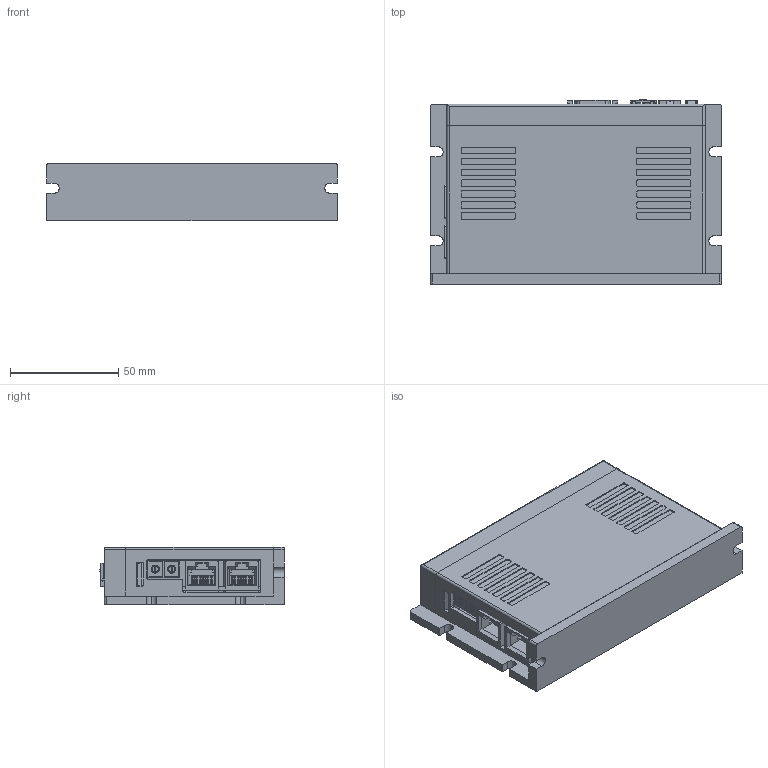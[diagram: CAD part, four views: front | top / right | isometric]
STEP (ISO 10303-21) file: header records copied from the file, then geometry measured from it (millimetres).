
FILE_DESCRIPTION (( 'STEP AP203' ), '1' );
FILE_NAME ('P1C-DR-000-01-R01.STEP', '2017-04-26T02:21:31', ( '' ), ( '' ), 'SwSTEP 2.0', 'SolidWorks 2013', '' );
FILE_SCHEMA (( 'CONFIG_CONTROL_DESIGN' ));
Length unit declared in the file: millimetre
Products named in the file (22): M1A-DR-000-01-R00; _X2_D30CD2B8_X0_96; 3; Ezi_SERVO_2 ST PCB; _X2_D30CD2B8_X0_94; 5; Ezi_SERVO_2 PR PCB; 12; Part1_4; Part1; countersunk flat cross head screw_ks_KS 1023 FC- M2.6 x 14-N; 7; Part1_2; P1C-DR-000-01-R01; 9; Part1_3; M1C-DR-000-02-R01; 1; M1C-DR-000-01-R01; 2; 11; MSBR
Assembly tree (27 placements, depth 3):
  P1C-DR-000-01-R01
    M1A-DR-000-01-R00
    Ezi_SERVO_2 ST PCB
    Ezi_SERVO_2 PR PCB
    1
      Part1
      Part1_2
      Part1_3
    2
    3
      MSBR
    5  x2
    7  x2
      Part1_4
    9
    M1C-DR-000-02-R01
    M1C-DR-000-01-R01
    11
    12  x2
      _X2_D30CD2B8_X0_96
      _X2_D30CD2B8_X0_94
    countersunk flat cross head screw_ks_KS 1023 FC- M2.6 x 14-N  x4
Bounding box: 134 x 85 x 26.5 mm (x, y, z)
Volume: 111474 mm3; surface area: 102653.7 mm2
Topology: 24 solids, 24 shells, 2672 faces, 7228 edges, 4714 vertices
Faces by surface type: plane 2040, cylinder 546, cone 64, bspline 12, torus 10
Entity records: 71321 total; most frequent: CARTESIAN_POINT 12539, ORIENTED_EDGE 11880, DIRECTION 11314, EDGE_CURVE 5940, LINE 4868, VECTOR 4868, VERTEX_POINT 3892, AXIS2_PLACEMENT_3D 3223
